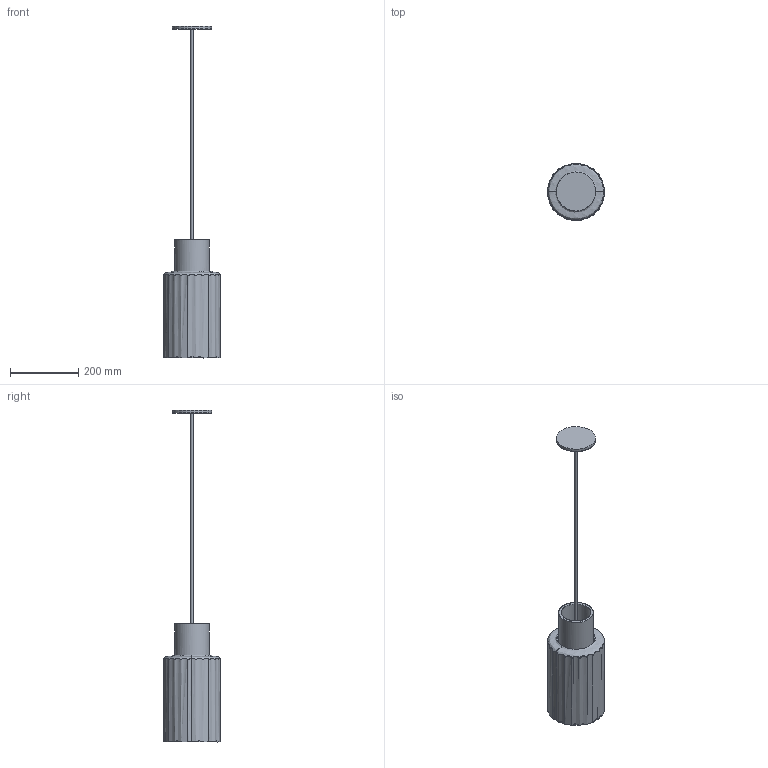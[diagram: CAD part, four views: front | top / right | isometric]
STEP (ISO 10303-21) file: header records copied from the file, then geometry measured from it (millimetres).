
FILE_DESCRIPTION(/* description */ (''),/* implementation_level */ '2;1');
FILE_NAME(/* name */ 'Barro6_3D_mm',/* time_stamp */ '2025-07-07T15:09:34-07:00',/* author */ (''),/* organization */ (''),/* preprocessor_version */ 'ST-DEVELOPER v16.5',/* originating_system */ '',/* authorisation */ '');
FILE_SCHEMA (('AUTOMOTIVE_DESIGN'));
Length unit declared in the file: inch
Products named in the file (1): Document
Bounding box: 166.74 x 166.74 x 971.55 mm (x, y, z)
Volume: 1133561.3 mm3; surface area: 504652.2 mm2
Topology: 5 solids, 5 shells, 225 faces, 572 edges, 364 vertices
Faces by surface type: bspline 208, plane 17
Entity records: 13782 total; most frequent: CARTESIAN_POINT 10268, ORIENTED_EDGE 1134, EDGE_CURVE 567, B_SPLINE_CURVE_WITH_KNOTS 445, VERTEX_POINT 364, EDGE_LOOP 245, ADVANCED_FACE 225, FACE_OUTER_BOUND 225
